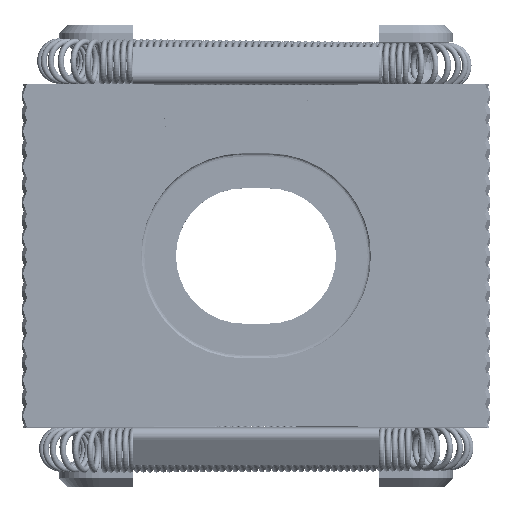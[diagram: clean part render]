
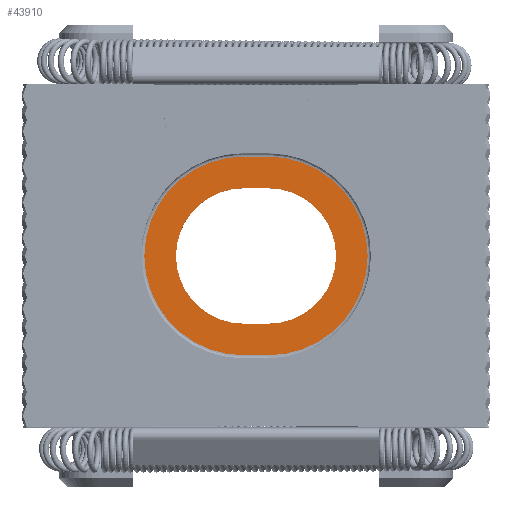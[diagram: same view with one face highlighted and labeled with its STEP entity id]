
A CAD part, top view. The second image highlights one B-rep face of the part: STEP entity #43910.
In plain terms, the highlighted planar face has unit normal (0, 0, 1).
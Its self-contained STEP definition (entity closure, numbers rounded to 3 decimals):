
#43688=CARTESIAN_POINT('',(23.5,32.85,7.8));
#43689=VERTEX_POINT('',#43688);
#43698=CARTESIAN_POINT('',(23.5,8.65,7.8));
#43699=VERTEX_POINT('',#43698);
#43707=CARTESIAN_POINT('',(23.5,20.75,7.8));
#43708=DIRECTION('',(0.0,0.0,-1.0));
#43709=DIRECTION('',(-1.0,0.0,0.0));
#43710=AXIS2_PLACEMENT_3D('',#43707,#43708,#43709);
#43711=CIRCLE('',#43710,12.1);
#43712=EDGE_CURVE('',#43699,#43689,#43711,.T.);
#43722=CARTESIAN_POINT('',(26.5,32.85,7.8));
#43723=VERTEX_POINT('',#43722);
#43733=CARTESIAN_POINT('',(23.5,32.85,7.8));
#43734=DIRECTION('',(1.0,0.0,0.0));
#43735=VECTOR('',#43734,3.0);
#43736=LINE('',#43733,#43735);
#43737=EDGE_CURVE('',#43689,#43723,#43736,.T.);
#43749=CARTESIAN_POINT('',(26.5,8.65,7.8));
#43750=VERTEX_POINT('',#43749);
#43758=CARTESIAN_POINT('',(26.5,8.65,7.8));
#43759=DIRECTION('',(-1.0,0.0,0.0));
#43760=VECTOR('',#43759,3.);
#43761=LINE('',#43758,#43760);
#43762=EDGE_CURVE('',#43750,#43699,#43761,.T.);
#43828=CARTESIAN_POINT('',(26.5,20.75,7.8));
#43829=DIRECTION('',(0.0,0.0,-1.0));
#43830=DIRECTION('',(1.0,0.0,0.0));
#43831=AXIS2_PLACEMENT_3D('',#43828,#43829,#43830);
#43832=CIRCLE('',#43831,12.1);
#43833=EDGE_CURVE('',#43723,#43750,#43832,.T.);
#43863=CARTESIAN_POINT('',(25.0,20.75,7.8));
#43864=DIRECTION('',(0.0,0.0,1.0));
#43865=DIRECTION('',(1.0,0.0,0.0));
#43866=AXIS2_PLACEMENT_3D('',#43863,#43864,#43865);
#43867=PLANE('',#43866);
#43868=ORIENTED_EDGE('',*,*,#43712,.F.);
#43869=ORIENTED_EDGE('',*,*,#43762,.F.);
#43870=ORIENTED_EDGE('',*,*,#43833,.F.);
#43871=ORIENTED_EDGE('',*,*,#43737,.F.);
#43872=EDGE_LOOP('',(#43868,#43869,#43870,#43871));
#43873=FACE_OUTER_BOUND('',#43872,.T.);
#43874=CARTESIAN_POINT('',(26.5,12.5,7.8));
#43875=VERTEX_POINT('',#43874);
#43876=CARTESIAN_POINT('',(26.5,29.,7.8));
#43877=VERTEX_POINT('',#43876);
#43878=CARTESIAN_POINT('',(26.5,20.75,7.8));
#43879=DIRECTION('',(0.0,0.0,1.0));
#43880=DIRECTION('',(0.0,-1.0,0.0));
#43881=AXIS2_PLACEMENT_3D('',#43878,#43879,#43880);
#43882=CIRCLE('',#43881,8.25);
#43883=EDGE_CURVE('',#43875,#43877,#43882,.T.);
#43884=ORIENTED_EDGE('',*,*,#43883,.F.);
#43885=CARTESIAN_POINT('',(23.5,12.5,7.8));
#43886=VERTEX_POINT('',#43885);
#43887=CARTESIAN_POINT('',(23.5,12.5,7.8));
#43888=DIRECTION('',(1.0,0.0,0.0));
#43889=VECTOR('',#43888,3.);
#43890=LINE('',#43887,#43889);
#43891=EDGE_CURVE('',#43886,#43875,#43890,.T.);
#43892=ORIENTED_EDGE('',*,*,#43891,.F.);
#43893=CARTESIAN_POINT('',(23.5,29.,7.8));
#43894=VERTEX_POINT('',#43893);
#43895=CARTESIAN_POINT('',(23.5,20.75,7.8));
#43896=DIRECTION('',(0.0,0.0,1.0));
#43897=DIRECTION('',(0.0,1.0,0.0));
#43898=AXIS2_PLACEMENT_3D('',#43895,#43896,#43897);
#43899=CIRCLE('',#43898,8.25);
#43900=EDGE_CURVE('',#43894,#43886,#43899,.T.);
#43901=ORIENTED_EDGE('',*,*,#43900,.F.);
#43902=CARTESIAN_POINT('',(26.5,29.,7.8));
#43903=DIRECTION('',(-1.0,0.0,0.0));
#43904=VECTOR('',#43903,3.);
#43905=LINE('',#43902,#43904);
#43906=EDGE_CURVE('',#43877,#43894,#43905,.T.);
#43907=ORIENTED_EDGE('',*,*,#43906,.F.);
#43908=EDGE_LOOP('',(#43884,#43892,#43901,#43907));
#43909=FACE_BOUND('',#43908,.T.);
#43910=ADVANCED_FACE('',(#43873,#43909),#43867,.T.);
